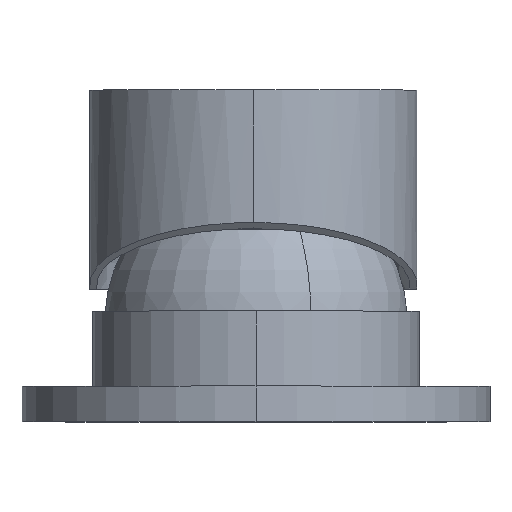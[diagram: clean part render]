
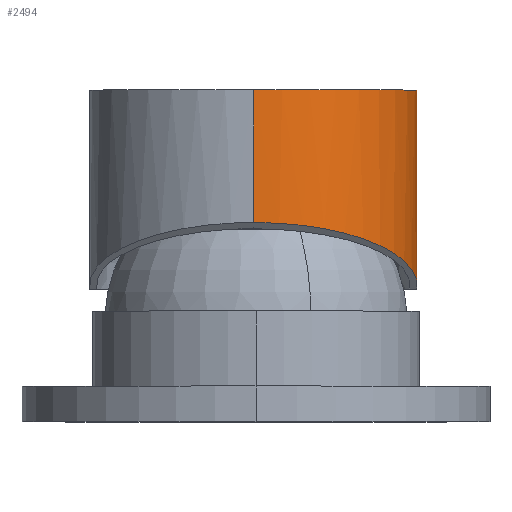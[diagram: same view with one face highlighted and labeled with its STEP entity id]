
A CAD part, top view. The second image highlights one B-rep face of the part: STEP entity #2494.
In plain terms, the highlighted cylindrical face has radius 22.225 mm (diameter 44.45 mm), a partial arc.
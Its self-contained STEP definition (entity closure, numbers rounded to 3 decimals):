
#242 = DIRECTION ( 'NONE',  ( 0., 1., 0. ) ) ;
#266 = AXIS2_PLACEMENT_3D ( 'NONE', #4425, #3935, #1909 ) ;
#373 = CARTESIAN_POINT ( 'NONE',  ( 3.629, 90.435, -21.569 ) ) ;
#440 = LINE ( 'NONE', #2439, #2654 ) ;
#559 = CARTESIAN_POINT ( 'NONE',  ( -0.446, 85.8, -21.934 ) ) ;
#593 = CARTESIAN_POINT ( 'NONE',  ( 21.807, 73.3, -0.994 ) ) ;
#651 = EDGE_CURVE ( 'NONE', #2210, #5448, #440, .T. ) ;
#668 = CARTESIAN_POINT ( 'NONE',  ( 2.644, 87.191, -21.728 ) ) ;
#671 = ORIENTED_EDGE ( 'NONE', *, *, #5994, .T. ) ;
#763 = CARTESIAN_POINT ( 'NONE',  ( -0.446, 73.3, -21.934 ) ) ;
#819 = CARTESIAN_POINT ( 'NONE',  ( -0.316, 82.3, 22.516 ) ) ;
#916 = VERTEX_POINT ( 'NONE', #593 ) ;
#935 = ORIENTED_EDGE ( 'NONE', *, *, #4593, .T. ) ;
#980 = CIRCLE ( 'NONE', #3355, 22.225 ) ;
#1041 = CARTESIAN_POINT ( 'NONE',  ( -0.316, 73.3, 22.516 ) ) ;
#1194 = DIRECTION ( 'NONE',  ( 0.003, 0., 1. ) ) ;
#1239 = CARTESIAN_POINT ( 'NONE',  ( 1.375, 93.583, -21.866 ) ) ;
#1258 = CARTESIAN_POINT ( 'NONE',  ( -0.381, 100.3, 0.291 ) ) ;
#1348 =( BOUNDED_CURVE ( )  B_SPLINE_CURVE ( 3, ( #819, #2232, #4646, #2697 ),
 .UNSPECIFIED., .F., .T. ) 
 B_SPLINE_CURVE_WITH_KNOTS ( ( 4, 4 ),
 ( 0., 1.626 ),
 .UNSPECIFIED. ) 
 CURVE ( )  GEOMETRIC_REPRESENTATION_ITEM ( )  RATIONAL_B_SPLINE_CURVE ( ( 1., 0.792, 0.792, 1. ) ) 
 REPRESENTATION_ITEM ( '' )  );
#1418 = CARTESIAN_POINT ( 'NONE',  ( 2.814, 92.403, -21.703 ) ) ;
#1482 = CARTESIAN_POINT ( 'NONE',  ( -0.178, 85.8, -21.934 ) ) ;
#1548 = ORIENTED_EDGE ( 'NONE', *, *, #4546, .F. ) ;
#1553 = CARTESIAN_POINT ( 'NONE',  ( 0.876, 86.01, -21.9 ) ) ;
#1609 = FACE_OUTER_BOUND ( 'NONE', #1615, .T. ) ;
#1615 = EDGE_LOOP ( 'NONE', ( #2176, #935, #1548, #6194, #5488, #2042, #3100, #671 ) ) ;
#1663 = B_SPLINE_CURVE_WITH_KNOTS ( 'NONE', 3,
 ( #3973, #3940, #5072, #4554, #5895, #4046, #3093, #5460, #668, #6003, #3464, #5967, #5037, #1553, #4494, #4526, #1482, #559 ),
 .UNSPECIFIED., .F., .F.,
 ( 4, 2, 2, 2, 2, 2, 2, 2, 4 ),
 ( 0.006, 0.007, 0.008, 0.009, 0.01, 0.01, 0.011, 0.012, 0.013 ),
 .UNSPECIFIED. ) ;
#1706 = VERTEX_POINT ( 'NONE', #3296 ) ;
#1717 = CARTESIAN_POINT ( 'NONE',  ( 0.618, 93.869, -21.913 ) ) ;
#1748 = CARTESIAN_POINT ( 'NONE',  ( -0.316, 82.3, 22.516 ) ) ;
#1752 = CARTESIAN_POINT ( 'NONE',  ( -0.446, 94., -21.934 ) ) ;
#1780 = DIRECTION ( 'NONE',  ( 0., 1., 0. ) ) ;
#1909 = DIRECTION ( 'NONE',  ( -0.003, 0., -1. ) ) ;
#2042 = ORIENTED_EDGE ( 'NONE', *, *, #4935, .T. ) ;
#2098 = CYLINDRICAL_SURFACE ( 'NONE', #4854, 22.225 ) ;
#2170 = DIRECTION ( 'NONE',  ( -0.003, 0., -1. ) ) ;
#2176 = ORIENTED_EDGE ( 'NONE', *, *, #5701, .F. ) ;
#2201 = B_SPLINE_CURVE_WITH_KNOTS ( 'NONE', 3,
 ( #2703, #2209, #6125, #1717, #3691, #1239, #5802, #3364, #6218, #3753, #1418, #6282, #2340, #4837, #3846, #373, #2892, #2398 ),
 .UNSPECIFIED., .F., .F.,
 ( 4, 2, 2, 2, 2, 2, 2, 2, 4 ),
 ( 0., 0.001, 0.002, 0.002, 0.003, 0.004, 0.005, 0.006, 0.006 ),
 .UNSPECIFIED. ) ;
#2209 = CARTESIAN_POINT ( 'NONE',  ( -0.174, 94., -21.934 ) ) ;
#2210 = VERTEX_POINT ( 'NONE', #1752 ) ;
#2232 = CARTESIAN_POINT ( 'NONE',  ( 13.278, 82.3, 22.476 ) ) ;
#2271 = EDGE_CURVE ( 'NONE', #2210, #2589, #2201, .T. ) ;
#2340 = CARTESIAN_POINT ( 'NONE',  ( 3.24, 91.717, -21.637 ) ) ;
#2398 = CARTESIAN_POINT ( 'NONE',  ( 3.655, 89.9, -21.564 ) ) ;
#2439 = CARTESIAN_POINT ( 'NONE',  ( -0.446, 73.3, -21.934 ) ) ;
#2494 = ADVANCED_FACE ( 'NONE', ( #1609 ), #2098, .T. ) ;
#2589 = VERTEX_POINT ( 'NONE', #6175 ) ;
#2654 = VECTOR ( 'NONE', #4405, 1000. ) ;
#2697 = CARTESIAN_POINT ( 'NONE',  ( 21.807, 73.3, -0.994 ) ) ;
#2703 = CARTESIAN_POINT ( 'NONE',  ( -0.446, 94., -21.934 ) ) ;
#2724 = CARTESIAN_POINT ( 'NONE',  ( -0.381, 73.3, 0.291 ) ) ;
#2892 = CARTESIAN_POINT ( 'NONE',  ( 3.655, 90.168, -21.564 ) ) ;
#2933 = VERTEX_POINT ( 'NONE', #1748 ) ;
#3041 = CARTESIAN_POINT ( 'NONE',  ( -0.316, 100.3, 22.516 ) ) ;
#3046 = CIRCLE ( 'NONE', #266, 22.225 ) ;
#3093 = CARTESIAN_POINT ( 'NONE',  ( 3.111, 87.842, -21.658 ) ) ;
#3100 = ORIENTED_EDGE ( 'NONE', *, *, #4347, .F. ) ;
#3183 = VERTEX_POINT ( 'NONE', #3041 ) ;
#3260 = VECTOR ( 'NONE', #1780, 1000. ) ;
#3296 = CARTESIAN_POINT ( 'NONE',  ( -0.446, 73.3, -21.934 ) ) ;
#3355 = AXIS2_PLACEMENT_3D ( 'NONE', #1258, #6116, #2170 ) ;
#3364 = CARTESIAN_POINT ( 'NONE',  ( 2.056, 93.16, -21.801 ) ) ;
#3464 = CARTESIAN_POINT ( 'NONE',  ( 2.056, 86.64, -21.801 ) ) ;
#3691 = CARTESIAN_POINT ( 'NONE',  ( 0.879, 93.79, -21.899 ) ) ;
#3712 = DIRECTION ( 'NONE',  ( 0., 1., 0. ) ) ;
#3753 = CARTESIAN_POINT ( 'NONE',  ( 2.644, 92.609, -21.728 ) ) ;
#3846 = CARTESIAN_POINT ( 'NONE',  ( 3.524, 90.964, -21.588 ) ) ;
#3935 = DIRECTION ( 'NONE',  ( 0., -1., 0. ) ) ;
#3940 = CARTESIAN_POINT ( 'NONE',  ( 3.655, 89.632, -21.564 ) ) ;
#3973 = CARTESIAN_POINT ( 'NONE',  ( 3.655, 89.9, -21.564 ) ) ;
#4046 = CARTESIAN_POINT ( 'NONE',  ( 3.239, 88.081, -21.637 ) ) ;
#4347 = EDGE_CURVE ( 'NONE', #2933, #3183, #5675, .T. ) ;
#4405 = DIRECTION ( 'NONE',  ( 0., 1., 0. ) ) ;
#4425 = CARTESIAN_POINT ( 'NONE',  ( -0.381, 73.3, 0.291 ) ) ;
#4494 = CARTESIAN_POINT ( 'NONE',  ( 0.621, 85.932, -21.913 ) ) ;
#4526 = CARTESIAN_POINT ( 'NONE',  ( 0.094, 85.827, -21.93 ) ) ;
#4546 = EDGE_CURVE ( 'NONE', #2589, #4931, #1663, .T. ) ;
#4554 = CARTESIAN_POINT ( 'NONE',  ( 3.523, 88.834, -21.588 ) ) ;
#4593 = EDGE_CURVE ( 'NONE', #1706, #4931, #6186, .T. ) ;
#4646 = CARTESIAN_POINT ( 'NONE',  ( 22.593, 78.51, 12.577 ) ) ;
#4837 = CARTESIAN_POINT ( 'NONE',  ( 3.445, 91.224, -21.602 ) ) ;
#4854 = AXIS2_PLACEMENT_3D ( 'NONE', #2724, #3712, #1194 ) ;
#4931 = VERTEX_POINT ( 'NONE', #5613 ) ;
#4935 = EDGE_CURVE ( 'NONE', #5448, #3183, #980, .T. ) ;
#5037 = CARTESIAN_POINT ( 'NONE',  ( 1.372, 86.215, -21.866 ) ) ;
#5072 = CARTESIAN_POINT ( 'NONE',  ( 3.628, 89.36, -21.569 ) ) ;
#5202 = VECTOR ( 'NONE', #242, 1000. ) ;
#5448 = VERTEX_POINT ( 'NONE', #5527 ) ;
#5460 = CARTESIAN_POINT ( 'NONE',  ( 2.814, 87.398, -21.703 ) ) ;
#5488 = ORIENTED_EDGE ( 'NONE', *, *, #651, .T. ) ;
#5527 = CARTESIAN_POINT ( 'NONE',  ( -0.446, 100.3, -21.934 ) ) ;
#5613 = CARTESIAN_POINT ( 'NONE',  ( -0.446, 85.8, -21.934 ) ) ;
#5675 = LINE ( 'NONE', #1041, #5202 ) ;
#5701 = EDGE_CURVE ( 'NONE', #1706, #916, #3046, .T. ) ;
#5802 = CARTESIAN_POINT ( 'NONE',  ( 1.611, 93.457, -21.845 ) ) ;
#5895 = CARTESIAN_POINT ( 'NONE',  ( 3.446, 88.578, -21.602 ) ) ;
#5967 = CARTESIAN_POINT ( 'NONE',  ( 1.612, 86.344, -21.845 ) ) ;
#5994 = EDGE_CURVE ( 'NONE', #2933, #916, #1348, .T. ) ;
#6003 = CARTESIAN_POINT ( 'NONE',  ( 2.263, 86.81, -21.777 ) ) ;
#6116 = DIRECTION ( 'NONE',  ( 0., -1., 0. ) ) ;
#6125 = CARTESIAN_POINT ( 'NONE',  ( 0.093, 93.973, -21.93 ) ) ;
#6175 = CARTESIAN_POINT ( 'NONE',  ( 3.655, 89.9, -21.564 ) ) ;
#6186 = LINE ( 'NONE', #763, #3260 ) ;
#6194 = ORIENTED_EDGE ( 'NONE', *, *, #2271, .F. ) ;
#6218 = CARTESIAN_POINT ( 'NONE',  ( 2.267, 92.987, -21.776 ) ) ;
#6282 = CARTESIAN_POINT ( 'NONE',  ( 3.113, 91.955, -21.658 ) ) ;
